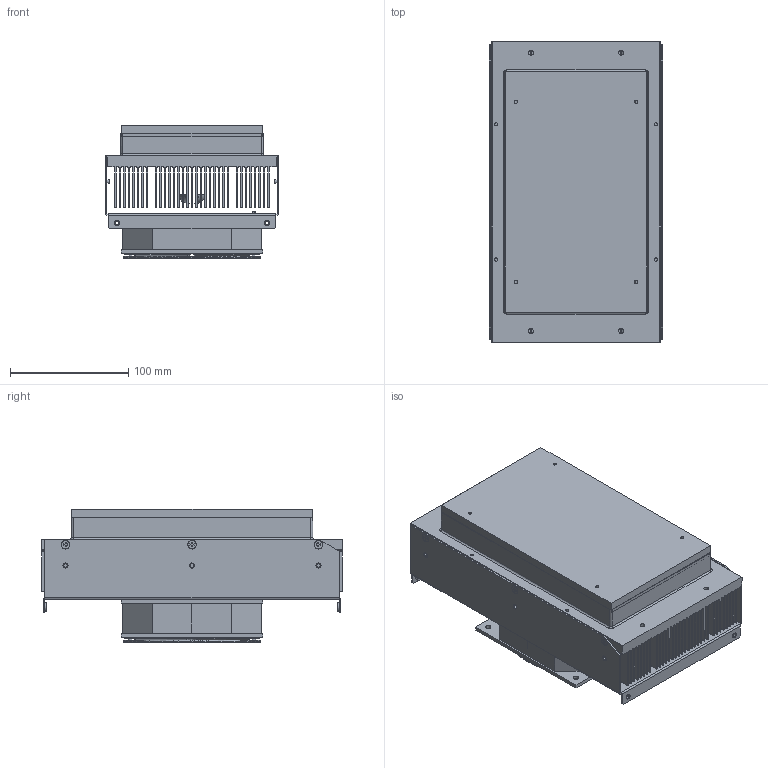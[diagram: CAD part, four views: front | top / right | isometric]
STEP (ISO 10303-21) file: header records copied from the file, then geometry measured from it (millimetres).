
FILE_DESCRIPTION (( 'STEP AP203' ), '1' );
FILE_NAME ('ahp-400cp-500cp.STEP', '2016-05-25T19:41:25', ( '' ), ( '' ), 'SwSTEP 2.0', 'SolidWorks 2016', '' );
FILE_SCHEMA (( 'CONFIG_CONTROL_DESIGN' ));
Length unit declared in the file: inch
Products named in the file (1): ahp-400cp-500cp
Bounding box: 146.3 x 254 x 112.97 mm (x, y, z)
Surface area: 814898.6 mm2 (no closed solid volume)
Topology: 0 solids, 28 shells, 581 faces, 1822 edges, 1239 vertices
Faces by surface type: plane 283, cylinder 244, bspline 48, cone 6
Entity records: 28294 total; most frequent: CARTESIAN_POINT 13090, ORIENTED_EDGE 3262, DIRECTION 2716, EDGE_CURVE 1820, VERTEX_POINT 1238, AXIS2_PLACEMENT_3D 956, LINE 804, VECTOR 804
